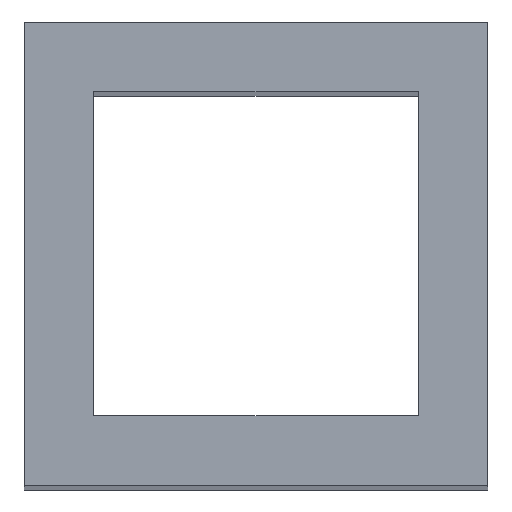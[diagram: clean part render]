
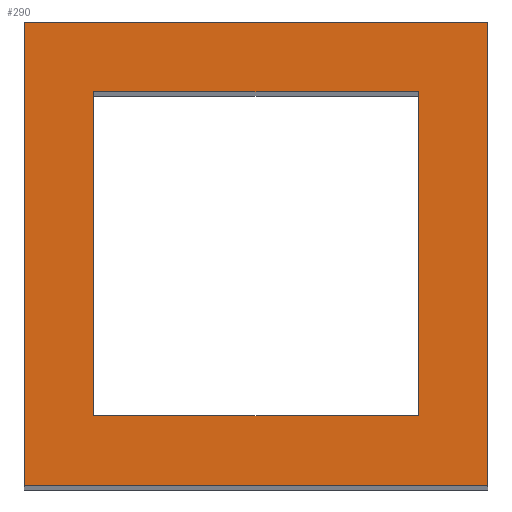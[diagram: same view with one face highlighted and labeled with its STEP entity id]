
A CAD part, top view. The second image highlights one B-rep face of the part: STEP entity #290.
In plain terms, the highlighted planar face has unit normal (0, 0, 1).
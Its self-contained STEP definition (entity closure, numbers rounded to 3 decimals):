
#28=FACE_BOUND('',#76,.T.);
#38=PLANE('',#327);
#52=FACE_OUTER_BOUND('',#75,.T.);
#75=EDGE_LOOP('',(#265,#266,#267,#268));
#76=EDGE_LOOP('',(#269,#270,#271,#272));
#90=LINE('',#454,#118);
#92=LINE('',#458,#120);
#94=LINE('',#462,#122);
#96=LINE('',#465,#124);
#98=LINE('',#470,#126);
#100=LINE('',#474,#128);
#102=LINE('',#478,#130);
#104=LINE('',#481,#132);
#118=VECTOR('',#374,10.);
#120=VECTOR('',#378,10.);
#122=VECTOR('',#382,10.);
#124=VECTOR('',#386,10.);
#126=VECTOR('',#390,10.);
#128=VECTOR('',#394,10.);
#130=VECTOR('',#398,10.);
#132=VECTOR('',#402,10.);
#157=VERTEX_POINT('',#451);
#158=VERTEX_POINT('',#453);
#159=VERTEX_POINT('',#457);
#160=VERTEX_POINT('',#461);
#161=VERTEX_POINT('',#467);
#162=VERTEX_POINT('',#469);
#163=VERTEX_POINT('',#473);
#164=VERTEX_POINT('',#477);
#186=EDGE_CURVE('',#158,#157,#90,.T.);
#188=EDGE_CURVE('',#159,#158,#92,.T.);
#190=EDGE_CURVE('',#160,#159,#94,.T.);
#192=EDGE_CURVE('',#157,#160,#96,.T.);
#194=EDGE_CURVE('',#162,#161,#98,.T.);
#196=EDGE_CURVE('',#163,#162,#100,.T.);
#198=EDGE_CURVE('',#164,#163,#102,.T.);
#200=EDGE_CURVE('',#161,#164,#104,.T.);
#265=ORIENTED_EDGE('',*,*,#200,.T.);
#266=ORIENTED_EDGE('',*,*,#198,.T.);
#267=ORIENTED_EDGE('',*,*,#196,.T.);
#268=ORIENTED_EDGE('',*,*,#194,.T.);
#269=ORIENTED_EDGE('',*,*,#192,.T.);
#270=ORIENTED_EDGE('',*,*,#190,.T.);
#271=ORIENTED_EDGE('',*,*,#188,.T.);
#272=ORIENTED_EDGE('',*,*,#186,.T.);
#290=ADVANCED_FACE('',(#52,#28),#38,.T.);
#327=AXIS2_PLACEMENT_3D('',#482,#403,#404);
#374=DIRECTION('',(-1.,0.,0.));
#378=DIRECTION('',(0.,-1.,0.));
#382=DIRECTION('',(1.,0.,0.));
#386=DIRECTION('',(0.,1.,0.));
#390=DIRECTION('',(-1.,0.,0.));
#394=DIRECTION('',(0.,1.,0.));
#398=DIRECTION('',(1.,0.,0.));
#402=DIRECTION('',(0.,-1.,0.));
#403=DIRECTION('center_axis',(0.,0.,1.));
#404=DIRECTION('ref_axis',(1.,0.,0.));
#451=CARTESIAN_POINT('',(-14.,-14.,200.));
#453=CARTESIAN_POINT('',(14.,-14.,200.));
#454=CARTESIAN_POINT('',(-14.,-14.,200.));
#457=CARTESIAN_POINT('',(14.,14.,200.));
#458=CARTESIAN_POINT('',(14.,-14.,200.));
#461=CARTESIAN_POINT('',(-14.,14.,200.));
#462=CARTESIAN_POINT('',(14.,14.,200.));
#465=CARTESIAN_POINT('',(-14.,14.,200.));
#467=CARTESIAN_POINT('',(-20.,20.,200.));
#469=CARTESIAN_POINT('',(20.,20.,200.));
#470=CARTESIAN_POINT('',(20.,20.,200.));
#473=CARTESIAN_POINT('',(20.,-20.,200.));
#474=CARTESIAN_POINT('',(20.,-20.,200.));
#477=CARTESIAN_POINT('',(-20.,-20.,200.));
#478=CARTESIAN_POINT('',(-20.,-20.,200.));
#481=CARTESIAN_POINT('',(-20.,20.,200.));
#482=CARTESIAN_POINT('Origin',(0.,0.,200.));
